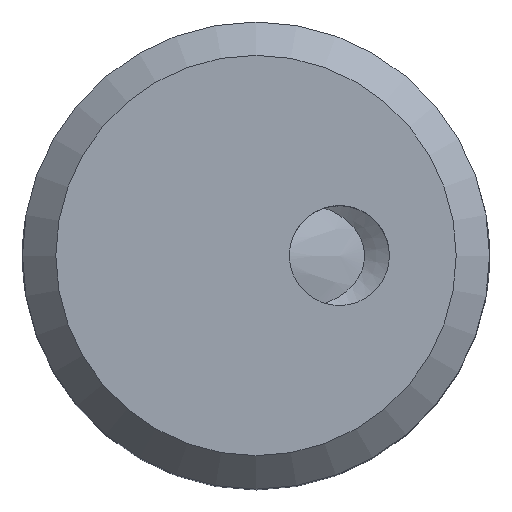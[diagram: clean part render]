
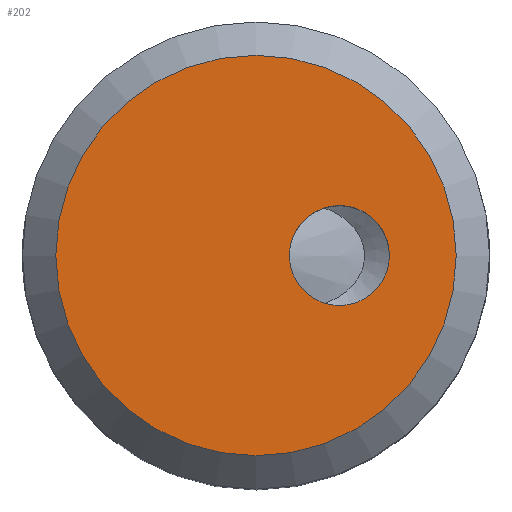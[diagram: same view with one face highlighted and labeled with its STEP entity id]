
A CAD part, top view. The second image highlights one B-rep face of the part: STEP entity #202.
In plain terms, the highlighted planar face has unit normal (0, 0, 1).
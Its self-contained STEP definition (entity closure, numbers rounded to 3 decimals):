
#14=PLANE('',#224);
#19=CIRCLE('',#216,3.);
#22=CIRCLE('',#223,12.);
#47=FACE_BOUND('',#84,.T.);
#48=FACE_BOUND('',#85,.T.);
#84=EDGE_LOOP('',(#181));
#85=EDGE_LOOP('',(#182));
#118=VERTEX_POINT('',#595);
#121=VERTEX_POINT('',#624);
#138=EDGE_CURVE('',#118,#118,#19,.T.);
#142=EDGE_CURVE('',#121,#121,#22,.T.);
#181=ORIENTED_EDGE('',*,*,#138,.T.);
#182=ORIENTED_EDGE('',*,*,#142,.F.);
#202=ADVANCED_FACE('',(#47,#48),#14,.F.);
#216=AXIS2_PLACEMENT_3D('',#596,#246,#247);
#223=AXIS2_PLACEMENT_3D('',#625,#260,#261);
#224=AXIS2_PLACEMENT_3D('',#626,#262,#263);
#246=DIRECTION('center_axis',(0.,0.,-1.));
#247=DIRECTION('ref_axis',(1.,0.,0.));
#260=DIRECTION('center_axis',(0.,0.,-1.));
#261=DIRECTION('ref_axis',(-1.,0.,0.));
#262=DIRECTION('center_axis',(0.,0.,-1.));
#263=DIRECTION('ref_axis',(-1.,0.,0.));
#595=CARTESIAN_POINT('',(8.,0.,31.5));
#596=CARTESIAN_POINT('Origin',(5.,0.,31.5));
#624=CARTESIAN_POINT('',(12.,0.,31.5));
#625=CARTESIAN_POINT('Origin',(0.,0.,31.5));
#626=CARTESIAN_POINT('Origin',(0.,0.,31.5));
